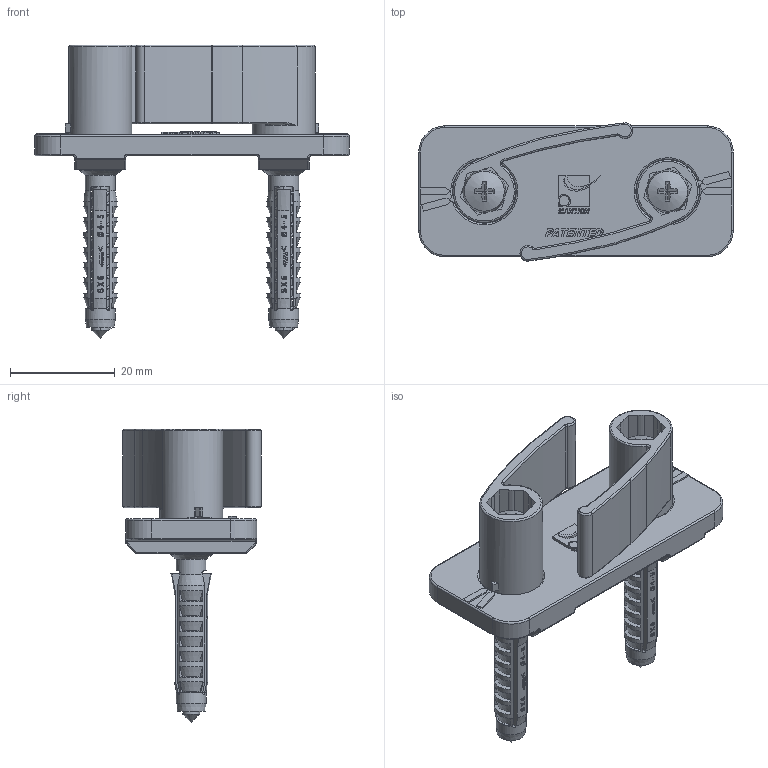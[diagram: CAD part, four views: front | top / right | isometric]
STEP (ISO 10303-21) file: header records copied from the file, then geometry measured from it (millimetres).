
FILE_DESCRIPTION(/* description */ (''),/* implementation_level */ '2;1');
FILE_NAME(/* name */ '1103RG.stp',/* time_stamp */ '2019-08-05T11:19:08+02:00',/* author */ ('DOMINIQUE'),/* organization */ (''),/* preprocessor_version */ 'ST-DEVELOPER v17.2',/* originating_system */ 'Autodesk Inventor 2019',/* authorisation */ '');
FILE_SCHEMA (('AUTOMOTIVE_DESIGN { 1 0 10303 214 3 1 1 }'));
Length unit declared in the file: millimetre
Products named in the file (5): 1103RG; 21267-B embase; vis TR 4.2x50; C0002420 - CHEVILLE UNIVERSELLE 6 X 30; 21267-2C
Assembly tree (7 placements, depth 2):
  1103RG
    21267-B embase
    21267-2C  x2
    vis TR 4.2x50  x2
    C0002420 - CHEVILLE UNIVERSELLE 6 X 30  x2
Bounding box: 60 x 26.38 x 56 mm (x, y, z)
Volume: 13324 mm3; surface area: 12834.3 mm2
Topology: 7 solids, 7 shells, 1829 faces, 5261 edges, 3449 vertices
Faces by surface type: plane 1281, cylinder 211, bspline 157, cone 100, torus 64, sphere 16
Full cylindrical faces by diameter (mm): 1.939 x1, 3.2 x48, 3.668 x4, 5.1 x4, 5.7 x4, 8.5 x4, 12 x2, 12.2 x2
Entity records: 45611 total; most frequent: CARTESIAN_POINT 11770, ORIENTED_EDGE 7238, DIRECTION 7050, EDGE_CURVE 3619, AXIS2_PLACEMENT_3D 2554, VERTEX_POINT 2372, LINE 1942, VECTOR 1942
